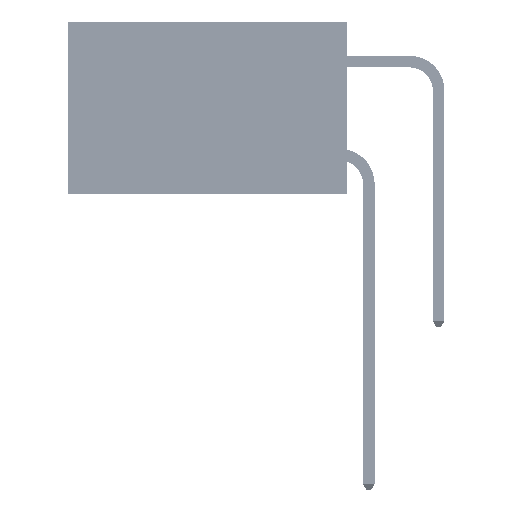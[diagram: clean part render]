
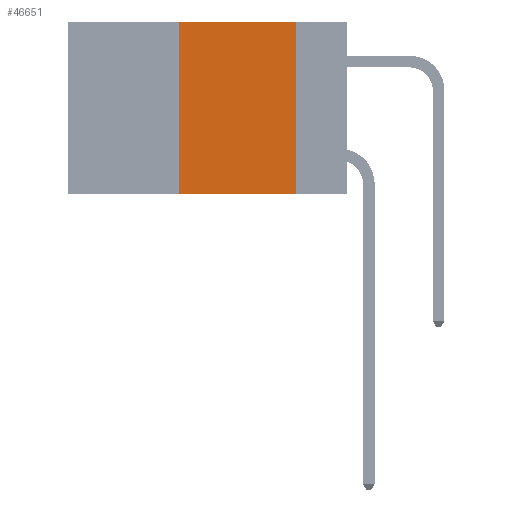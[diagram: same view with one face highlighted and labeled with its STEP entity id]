
A CAD part, left-side view. The second image highlights one B-rep face of the part: STEP entity #46651.
In plain terms, the highlighted planar face has unit normal (-1, 0, 0).
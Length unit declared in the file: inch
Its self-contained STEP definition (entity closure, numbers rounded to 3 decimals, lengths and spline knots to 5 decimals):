
#1759 = VECTOR ( 'NONE', #8523, 39.37008 ) ;
#6783 = VERTEX_POINT ( 'NONE', #39878 ) ;
#6975 = CARTESIAN_POINT ( 'NONE',  ( 0., 0.6, 0. ) ) ;
#7315 = DIRECTION ( 'NONE',  ( 0., 0., -1. ) ) ;
#8523 = DIRECTION ( 'NONE',  ( 0., -1., 0. ) ) ;
#8686 = CARTESIAN_POINT ( 'NONE',  ( 0., 0.11, -0.37 ) ) ;
#10193 = EDGE_CURVE ( 'NONE', #35382, #44923, #23921, .T. ) ;
#15381 = EDGE_CURVE ( 'NONE', #17882, #6783, #46273, .T. ) ;
#15517 = CARTESIAN_POINT ( 'NONE',  ( 0., 0.36, 0. ) ) ;
#17388 = CARTESIAN_POINT ( 'NONE',  ( 0., 0.36, 0. ) ) ;
#17882 = VERTEX_POINT ( 'NONE', #15517 ) ;
#18629 = DIRECTION ( 'NONE',  ( 0., -1., 0. ) ) ;
#22909 = LINE ( 'NONE', #43537, #32145 ) ;
#23904 = DIRECTION ( 'NONE',  ( 0., 0., -1. ) ) ;
#23921 = LINE ( 'NONE', #40027, #1759 ) ;
#24640 = EDGE_LOOP ( 'NONE', ( #48339, #26667, #26102, #37461 ) ) ;
#26102 = ORIENTED_EDGE ( 'NONE', *, *, #45712, .F. ) ;
#26667 = ORIENTED_EDGE ( 'NONE', *, *, #15381, .F. ) ;
#26944 = PLANE ( 'NONE',  #49480 ) ;
#30892 = DIRECTION ( 'NONE',  ( 1., 0., 0. ) ) ;
#32024 = EDGE_CURVE ( 'NONE', #6783, #44923, #22909, .T. ) ;
#32145 = VECTOR ( 'NONE', #23904, 39.37008 ) ;
#32692 = LINE ( 'NONE', #17388, #40710 ) ;
#35382 = VERTEX_POINT ( 'NONE', #37546 ) ;
#35770 = VECTOR ( 'NONE', #18629, 39.37008 ) ;
#37461 = ORIENTED_EDGE ( 'NONE', *, *, #10193, .T. ) ;
#37546 = CARTESIAN_POINT ( 'NONE',  ( 0., 0.36, -0.37 ) ) ;
#39878 = CARTESIAN_POINT ( 'NONE',  ( 0., 0.11, 0. ) ) ;
#40027 = CARTESIAN_POINT ( 'NONE',  ( 0., 0.6, -0.37 ) ) ;
#40710 = VECTOR ( 'NONE', #48908, 39.37008 ) ;
#41840 = FACE_OUTER_BOUND ( 'NONE', #24640, .T. ) ;
#43537 = CARTESIAN_POINT ( 'NONE',  ( 0., 0.11, 0. ) ) ;
#44923 = VERTEX_POINT ( 'NONE', #8686 ) ;
#45712 = EDGE_CURVE ( 'NONE', #35382, #17882, #32692, .T. ) ;
#46187 = CARTESIAN_POINT ( 'NONE',  ( 0., 0.6, 0. ) ) ;
#46273 = LINE ( 'NONE', #46187, #35770 ) ;
#46651 = ADVANCED_FACE ( 'NONE', ( #41840 ), #26944, .F. ) ;
#48339 = ORIENTED_EDGE ( 'NONE', *, *, #32024, .F. ) ;
#48908 = DIRECTION ( 'NONE',  ( 0., 0., 1. ) ) ;
#49480 = AXIS2_PLACEMENT_3D ( 'NONE', #6975, #30892, #7315 ) ;
